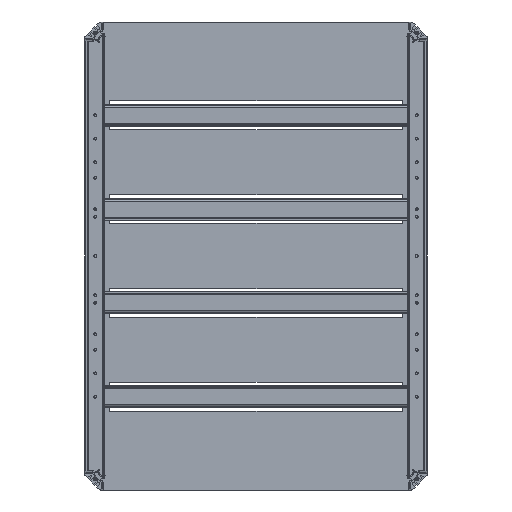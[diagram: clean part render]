
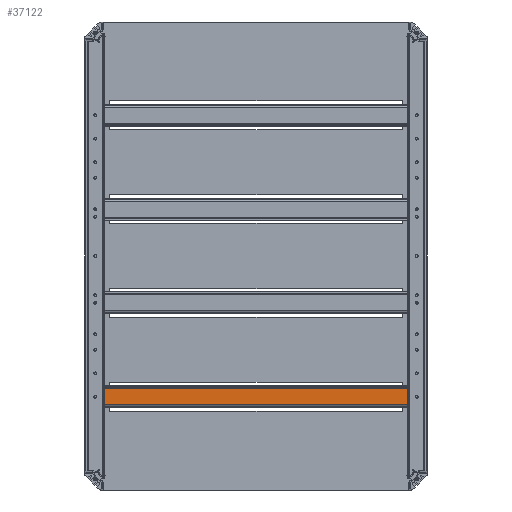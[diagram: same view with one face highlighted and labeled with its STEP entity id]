
A CAD part, front view. The second image highlights one B-rep face of the part: STEP entity #37122.
In plain terms, the highlighted planar face has unit normal (0, -1, 0).
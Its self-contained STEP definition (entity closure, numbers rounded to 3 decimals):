
#63 = PLANE ( 'NONE',  #27365 ) ;
#296 = CARTESIAN_POINT ( 'NONE',  ( 2.25, -1.5, 260. ) ) ;
#769 = DIRECTION ( 'NONE',  ( 0., 0., 1. ) ) ;
#1387 = LINE ( 'NONE', #27657, #36562 ) ;
#2089 = EDGE_LOOP ( 'NONE', ( #11036, #15252, #12522, #24015, #37337, #16534, #23619, #10928, #6404, #7840, #19190, #37871, #25385 ) ) ;
#2527 = DIRECTION ( 'NONE',  ( 0., 0., 1. ) ) ;
#3112 = CARTESIAN_POINT ( 'NONE',  ( -2.25, -1.5, 260. ) ) ;
#3437 = VERTEX_POINT ( 'NONE', #30345 ) ;
#4762 = EDGE_CURVE ( 'NONE', #24275, #31115, #34832, .T. ) ;
#6404 = ORIENTED_EDGE ( 'NONE', *, *, #42305, .F. ) ;
#7400 = CARTESIAN_POINT ( 'NONE',  ( 12.7, -1.5, 260. ) ) ;
#7513 = AXIS2_PLACEMENT_3D ( 'NONE', #41610, #21175, #769 ) ;
#7648 = VECTOR ( 'NONE', #24103, 1000. ) ;
#7840 = ORIENTED_EDGE ( 'NONE', *, *, #30854, .F. ) ;
#8326 = LINE ( 'NONE', #37904, #27500 ) ;
#8363 = EDGE_CURVE ( 'NONE', #24439, #43073, #12726, .T. ) ;
#8845 = VECTOR ( 'NONE', #31290, 1000. ) ;
#9801 = DIRECTION ( 'NONE',  ( 0., -1., 0. ) ) ;
#10139 = DIRECTION ( 'NONE',  ( 0., 0., -1. ) ) ;
#10825 = LINE ( 'NONE', #23869, #19913 ) ;
#10928 = ORIENTED_EDGE ( 'NONE', *, *, #4762, .F. ) ;
#10996 = VECTOR ( 'NONE', #18612, 1000. ) ;
#11036 = ORIENTED_EDGE ( 'NONE', *, *, #31178, .F. ) ;
#12057 = LINE ( 'NONE', #15183, #10996 ) ;
#12097 = DIRECTION ( 'NONE',  ( 1., 0., 0. ) ) ;
#12487 = DIRECTION ( 'NONE',  ( 0., -1., 0. ) ) ;
#12522 = ORIENTED_EDGE ( 'NONE', *, *, #8363, .F. ) ;
#12726 = CIRCLE ( 'NONE', #25578, 2.25 ) ;
#12954 = LINE ( 'NONE', #37141, #31063 ) ;
#13867 = EDGE_CURVE ( 'NONE', #31115, #40102, #19088, .T. ) ;
#14546 = CARTESIAN_POINT ( 'NONE',  ( 2.25, -1.5, 255. ) ) ;
#14791 = CIRCLE ( 'NONE', #7513, 2.25 ) ;
#15183 = CARTESIAN_POINT ( 'NONE',  ( -2.25, -1.5, 255. ) ) ;
#15252 = ORIENTED_EDGE ( 'NONE', *, *, #37496, .F. ) ;
#16386 = VERTEX_POINT ( 'NONE', #34874 ) ;
#16416 = EDGE_CURVE ( 'NONE', #31098, #3437, #8326, .T. ) ;
#16534 = ORIENTED_EDGE ( 'NONE', *, *, #33059, .F. ) ;
#16608 = VERTEX_POINT ( 'NONE', #36197 ) ;
#16711 = DIRECTION ( 'NONE',  ( 1., 0., 0. ) ) ;
#17008 = CARTESIAN_POINT ( 'NONE',  ( 13.5, -1.5, 260. ) ) ;
#18612 = DIRECTION ( 'NONE',  ( 0., 0., -1. ) ) ;
#18996 = LINE ( 'NONE', #19370, #36067 ) ;
#19088 = LINE ( 'NONE', #22403, #20185 ) ;
#19190 = ORIENTED_EDGE ( 'NONE', *, *, #21838, .F. ) ;
#19370 = CARTESIAN_POINT ( 'NONE',  ( -12.7, -1.5, -260. ) ) ;
#19603 = EDGE_CURVE ( 'NONE', #31098, #16608, #18996, .T. ) ;
#19913 = VECTOR ( 'NONE', #10139, 1000. ) ;
#20185 = VECTOR ( 'NONE', #12097, 1000. ) ;
#21175 = DIRECTION ( 'NONE',  ( 0., -1., 0. ) ) ;
#21189 = CARTESIAN_POINT ( 'NONE',  ( 0., -1.5, -252.75 ) ) ;
#21838 = EDGE_CURVE ( 'NONE', #16608, #34189, #22075, .T. ) ;
#22013 = AXIS2_PLACEMENT_3D ( 'NONE', #32866, #12487, #36342 ) ;
#22075 = LINE ( 'NONE', #41664, #36971 ) ;
#22403 = CARTESIAN_POINT ( 'NONE',  ( 13.5, -1.5, 260. ) ) ;
#22653 = CIRCLE ( 'NONE', #22013, 2.25 ) ;
#23202 = FACE_OUTER_BOUND ( 'NONE', #2089, .T. ) ;
#23397 = CARTESIAN_POINT ( 'NONE',  ( 2.25, -1.5, 260. ) ) ;
#23619 = ORIENTED_EDGE ( 'NONE', *, *, #13867, .F. ) ;
#23869 = CARTESIAN_POINT ( 'NONE',  ( 12.7, -1.5, 260. ) ) ;
#23875 = DIRECTION ( 'NONE',  ( 0., 0., 1. ) ) ;
#24015 = ORIENTED_EDGE ( 'NONE', *, *, #35236, .F. ) ;
#24103 = DIRECTION ( 'NONE',  ( 0., 0., 1. ) ) ;
#24275 = VERTEX_POINT ( 'NONE', #14546 ) ;
#24439 = VERTEX_POINT ( 'NONE', #39449 ) ;
#25385 = ORIENTED_EDGE ( 'NONE', *, *, #16416, .T. ) ;
#25578 = AXIS2_PLACEMENT_3D ( 'NONE', #30198, #9801, #33631 ) ;
#26375 = CARTESIAN_POINT ( 'NONE',  ( 2.25, -1.5, -260. ) ) ;
#27365 = AXIS2_PLACEMENT_3D ( 'NONE', #17008, #33982, #23875 ) ;
#27500 = VECTOR ( 'NONE', #38346, 1000. ) ;
#27657 = CARTESIAN_POINT ( 'NONE',  ( -2.25, -1.5, -255. ) ) ;
#30198 = CARTESIAN_POINT ( 'NONE',  ( 0., -1.5, -255. ) ) ;
#30345 = CARTESIAN_POINT ( 'NONE',  ( -2.25, -1.5, -260. ) ) ;
#30854 = EDGE_CURVE ( 'NONE', #34189, #16386, #12057, .T. ) ;
#31063 = VECTOR ( 'NONE', #16711, 1000. ) ;
#31081 = DIRECTION ( 'NONE',  ( 0., 0., -1. ) ) ;
#31098 = VERTEX_POINT ( 'NONE', #40414 ) ;
#31115 = VERTEX_POINT ( 'NONE', #23397 ) ;
#31178 = EDGE_CURVE ( 'NONE', #35003, #3437, #1387, .T. ) ;
#31290 = DIRECTION ( 'NONE',  ( 0., 0., 1. ) ) ;
#31439 = DIRECTION ( 'NONE',  ( 1., 0., 0. ) ) ;
#32492 = CARTESIAN_POINT ( 'NONE',  ( -2.25, -1.5, -255. ) ) ;
#32811 = VERTEX_POINT ( 'NONE', #35498 ) ;
#32866 = CARTESIAN_POINT ( 'NONE',  ( 0., -1.5, -255. ) ) ;
#32984 = EDGE_CURVE ( 'NONE', #36980, #32811, #12954, .T. ) ;
#33059 = EDGE_CURVE ( 'NONE', #40102, #32811, #10825, .T. ) ;
#33631 = DIRECTION ( 'NONE',  ( 0., 0., 1. ) ) ;
#33982 = DIRECTION ( 'NONE',  ( 0., 1., 0. ) ) ;
#34189 = VERTEX_POINT ( 'NONE', #3112 ) ;
#34832 = LINE ( 'NONE', #296, #7648 ) ;
#34874 = CARTESIAN_POINT ( 'NONE',  ( -2.25, -1.5, 255. ) ) ;
#35003 = VERTEX_POINT ( 'NONE', #32492 ) ;
#35236 = EDGE_CURVE ( 'NONE', #36980, #24439, #44108, .T. ) ;
#35498 = CARTESIAN_POINT ( 'NONE',  ( 12.7, -1.5, -260. ) ) ;
#36067 = VECTOR ( 'NONE', #2527, 1000. ) ;
#36197 = CARTESIAN_POINT ( 'NONE',  ( -12.7, -1.5, 260. ) ) ;
#36342 = DIRECTION ( 'NONE',  ( 0., 0., 1. ) ) ;
#36562 = VECTOR ( 'NONE', #31081, 1000. ) ;
#36971 = VECTOR ( 'NONE', #31439, 1000. ) ;
#36980 = VERTEX_POINT ( 'NONE', #26375 ) ;
#37122 = ADVANCED_FACE ( 'NONE', ( #23202 ), #63, .F. ) ;
#37141 = CARTESIAN_POINT ( 'NONE',  ( 13.5, -1.5, -260. ) ) ;
#37337 = ORIENTED_EDGE ( 'NONE', *, *, #32984, .T. ) ;
#37496 = EDGE_CURVE ( 'NONE', #43073, #35003, #22653, .T. ) ;
#37871 = ORIENTED_EDGE ( 'NONE', *, *, #19603, .F. ) ;
#37904 = CARTESIAN_POINT ( 'NONE',  ( 13.5, -1.5, -260. ) ) ;
#38223 = CARTESIAN_POINT ( 'NONE',  ( 2.25, -1.5, -260. ) ) ;
#38346 = DIRECTION ( 'NONE',  ( 1., 0., 0. ) ) ;
#39449 = CARTESIAN_POINT ( 'NONE',  ( 2.25, -1.5, -255. ) ) ;
#40102 = VERTEX_POINT ( 'NONE', #7400 ) ;
#40414 = CARTESIAN_POINT ( 'NONE',  ( -12.7, -1.5, -260. ) ) ;
#41610 = CARTESIAN_POINT ( 'NONE',  ( 0., -1.5, 255. ) ) ;
#41664 = CARTESIAN_POINT ( 'NONE',  ( 13.5, -1.5, 260. ) ) ;
#42305 = EDGE_CURVE ( 'NONE', #16386, #24275, #14791, .T. ) ;
#43073 = VERTEX_POINT ( 'NONE', #21189 ) ;
#44108 = LINE ( 'NONE', #38223, #8845 ) ;
